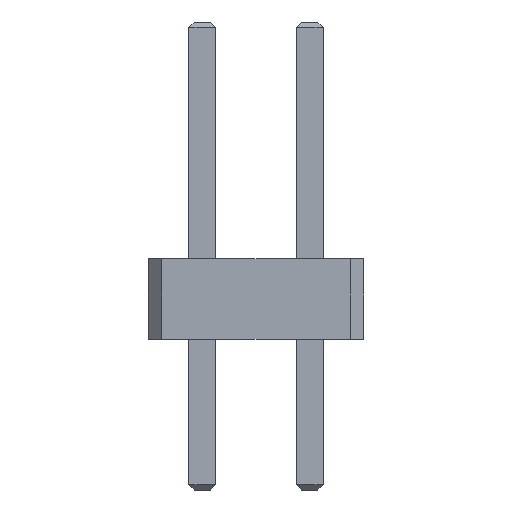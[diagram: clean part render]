
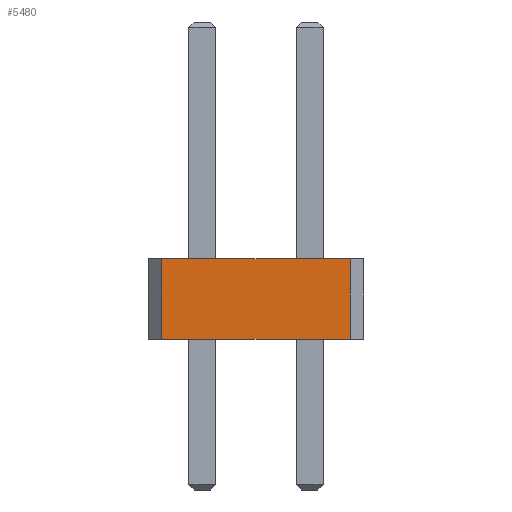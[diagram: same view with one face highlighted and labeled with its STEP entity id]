
A CAD part, front view. The second image highlights one B-rep face of the part: STEP entity #5480.
In plain terms, the highlighted planar face has unit normal (0, -1, 0).
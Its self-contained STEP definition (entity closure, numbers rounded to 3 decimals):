
#44 = PLANE('',#45);
#45 = AXIS2_PLACEMENT_3D('',#46,#47,#48);
#46 = CARTESIAN_POINT('',(-1.,0.75,0.));
#47 = DIRECTION('',(0.,0.,-1.));
#48 = DIRECTION('',(0.,1.,0.));
#100 = PLANE('',#101);
#101 = AXIS2_PLACEMENT_3D('',#102,#103,#104);
#102 = CARTESIAN_POINT('',(-1.,0.75,1.5));
#103 = DIRECTION('',(0.,0.,-1.));
#104 = DIRECTION('',(-1.,0.,0.));
#665 = VERTEX_POINT('',#666);
#666 = CARTESIAN_POINT('',(2.75,-11.,0.));
#680 = PLANE('',#681);
#681 = AXIS2_PLACEMENT_3D('',#682,#683,#684);
#682 = CARTESIAN_POINT('',(2.875,-10.875,0.));
#683 = DIRECTION('',(0.707,-0.707,0.));
#684 = DIRECTION('',(0.,0.,-1.));
#692 = EDGE_CURVE('',#693,#665,#695,.T.);
#693 = VERTEX_POINT('',#694);
#694 = CARTESIAN_POINT('',(-0.75,-11.,0.));
#695 = SURFACE_CURVE('',#696,(#700,#707),.PCURVE_S1.);
#696 = LINE('',#697,#698);
#697 = CARTESIAN_POINT('',(-1.,-11.,0.));
#698 = VECTOR('',#699,1.);
#699 = DIRECTION('',(1.,0.,0.));
#700 = PCURVE('',#44,#701);
#701 = DEFINITIONAL_REPRESENTATION('',(#702),#706);
#702 = LINE('',#703,#704);
#703 = CARTESIAN_POINT('',(-11.75,0.));
#704 = VECTOR('',#705,1.);
#705 = DIRECTION('',(0.,1.));
#706 = ( GEOMETRIC_REPRESENTATION_CONTEXT(2) 
PARAMETRIC_REPRESENTATION_CONTEXT() REPRESENTATION_CONTEXT('2D SPACE',''
  ) );
#707 = PCURVE('',#708,#713);
#708 = PLANE('',#709);
#709 = AXIS2_PLACEMENT_3D('',#710,#711,#712);
#710 = CARTESIAN_POINT('',(-1.,-11.,0.));
#711 = DIRECTION('',(0.,1.,0.));
#712 = DIRECTION('',(1.,0.,0.));
#713 = DEFINITIONAL_REPRESENTATION('',(#714),#718);
#714 = LINE('',#715,#716);
#715 = CARTESIAN_POINT('',(0.,0.));
#716 = VECTOR('',#717,1.);
#717 = DIRECTION('',(1.,0.));
#718 = ( GEOMETRIC_REPRESENTATION_CONTEXT(2) 
PARAMETRIC_REPRESENTATION_CONTEXT() REPRESENTATION_CONTEXT('2D SPACE',''
  ) );
#736 = PLANE('',#737);
#737 = AXIS2_PLACEMENT_3D('',#738,#739,#740);
#738 = CARTESIAN_POINT('',(-0.875,-10.875,0.));
#739 = DIRECTION('',(-0.707,-0.707,0.));
#740 = DIRECTION('',(0.,0.,-1.));
#2934 = VERTEX_POINT('',#2935);
#2935 = CARTESIAN_POINT('',(2.75,-11.,1.5));
#2956 = EDGE_CURVE('',#2957,#2934,#2959,.T.);
#2957 = VERTEX_POINT('',#2958);
#2958 = CARTESIAN_POINT('',(-0.75,-11.,1.5));
#2959 = SURFACE_CURVE('',#2960,(#2964,#2971),.PCURVE_S1.);
#2960 = LINE('',#2961,#2962);
#2961 = CARTESIAN_POINT('',(-1.,-11.,1.5));
#2962 = VECTOR('',#2963,1.);
#2963 = DIRECTION('',(1.,0.,0.));
#2964 = PCURVE('',#100,#2965);
#2965 = DEFINITIONAL_REPRESENTATION('',(#2966),#2970);
#2966 = LINE('',#2967,#2968);
#2967 = CARTESIAN_POINT('',(0.,-11.75));
#2968 = VECTOR('',#2969,1.);
#2969 = DIRECTION('',(-1.,0.));
#2970 = ( GEOMETRIC_REPRESENTATION_CONTEXT(2) 
PARAMETRIC_REPRESENTATION_CONTEXT() REPRESENTATION_CONTEXT('2D SPACE',''
  ) );
#2971 = PCURVE('',#708,#2972);
#2972 = DEFINITIONAL_REPRESENTATION('',(#2973),#2977);
#2973 = LINE('',#2974,#2975);
#2974 = CARTESIAN_POINT('',(0.,-1.5));
#2975 = VECTOR('',#2976,1.);
#2976 = DIRECTION('',(1.,0.));
#2977 = ( GEOMETRIC_REPRESENTATION_CONTEXT(2) 
PARAMETRIC_REPRESENTATION_CONTEXT() REPRESENTATION_CONTEXT('2D SPACE',''
  ) );
#5460 = EDGE_CURVE('',#693,#2957,#5461,.T.);
#5461 = SURFACE_CURVE('',#5462,(#5466,#5473),.PCURVE_S1.);
#5462 = LINE('',#5463,#5464);
#5463 = CARTESIAN_POINT('',(-0.75,-11.,0.));
#5464 = VECTOR('',#5465,1.);
#5465 = DIRECTION('',(0.,0.,1.));
#5466 = PCURVE('',#736,#5467);
#5467 = DEFINITIONAL_REPRESENTATION('',(#5468),#5472);
#5468 = LINE('',#5469,#5470);
#5469 = CARTESIAN_POINT('',(0.,0.177));
#5470 = VECTOR('',#5471,1.);
#5471 = DIRECTION('',(-1.,0.));
#5472 = ( GEOMETRIC_REPRESENTATION_CONTEXT(2) 
PARAMETRIC_REPRESENTATION_CONTEXT() REPRESENTATION_CONTEXT('2D SPACE',''
  ) );
#5473 = PCURVE('',#708,#5474);
#5474 = DEFINITIONAL_REPRESENTATION('',(#5475),#5479);
#5475 = LINE('',#5476,#5477);
#5476 = CARTESIAN_POINT('',(0.25,0.));
#5477 = VECTOR('',#5478,1.);
#5478 = DIRECTION('',(0.,-1.));
#5479 = ( GEOMETRIC_REPRESENTATION_CONTEXT(2) 
PARAMETRIC_REPRESENTATION_CONTEXT() REPRESENTATION_CONTEXT('2D SPACE',''
  ) );
#5480 = ADVANCED_FACE('',(#5481),#708,.F.);
#5481 = FACE_BOUND('',#5482,.F.);
#5482 = EDGE_LOOP('',(#5483,#5484,#5485,#5486));
#5483 = ORIENTED_EDGE('',*,*,#692,.F.);
#5484 = ORIENTED_EDGE('',*,*,#5460,.T.);
#5485 = ORIENTED_EDGE('',*,*,#2956,.T.);
#5486 = ORIENTED_EDGE('',*,*,#5487,.F.);
#5487 = EDGE_CURVE('',#665,#2934,#5488,.T.);
#5488 = SURFACE_CURVE('',#5489,(#5493,#5500),.PCURVE_S1.);
#5489 = LINE('',#5490,#5491);
#5490 = CARTESIAN_POINT('',(2.75,-11.,0.));
#5491 = VECTOR('',#5492,1.);
#5492 = DIRECTION('',(0.,0.,1.));
#5493 = PCURVE('',#708,#5494);
#5494 = DEFINITIONAL_REPRESENTATION('',(#5495),#5499);
#5495 = LINE('',#5496,#5497);
#5496 = CARTESIAN_POINT('',(3.75,0.));
#5497 = VECTOR('',#5498,1.);
#5498 = DIRECTION('',(0.,-1.));
#5499 = ( GEOMETRIC_REPRESENTATION_CONTEXT(2) 
PARAMETRIC_REPRESENTATION_CONTEXT() REPRESENTATION_CONTEXT('2D SPACE',''
  ) );
#5500 = PCURVE('',#680,#5501);
#5501 = DEFINITIONAL_REPRESENTATION('',(#5502),#5506);
#5502 = LINE('',#5503,#5504);
#5503 = CARTESIAN_POINT('',(0.,-0.177));
#5504 = VECTOR('',#5505,1.);
#5505 = DIRECTION('',(-1.,0.));
#5506 = ( GEOMETRIC_REPRESENTATION_CONTEXT(2) 
PARAMETRIC_REPRESENTATION_CONTEXT() REPRESENTATION_CONTEXT('2D SPACE',''
  ) );
